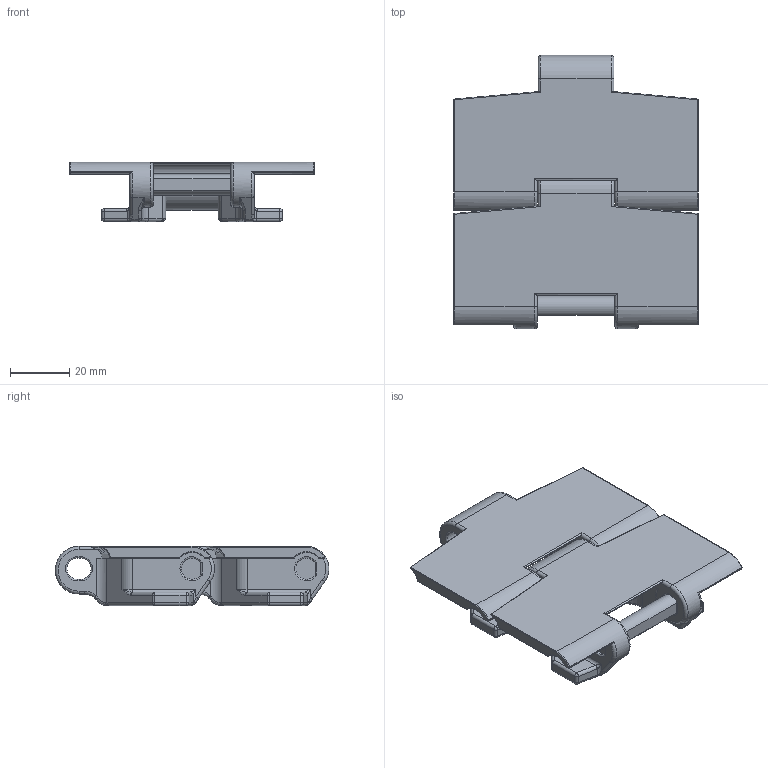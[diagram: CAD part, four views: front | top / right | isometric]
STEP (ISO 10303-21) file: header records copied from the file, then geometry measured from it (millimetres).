
FILE_DESCRIPTION(/* description */ ('Art.Nr. 11377LFW'),/* implementation_level */ '2;1');
FILE_NAME(/* name */ '290727-5.step',/* time_stamp */ '2021-09-06T08:49:56+02:00',/* author */ ('MuellerJ'),/* organization */ (''),/* preprocessor_version */ 'ST-DEVELOPER v18.1',/* originating_system */ 'Autodesk Inventor 2021',/* authorisation */ '');
FILE_SCHEMA (('AUTOMOTIVE_DESIGN { 1 0 10303 214 3 1 1 }'));
Length unit declared in the file: millimetre
Products named in the file (1): leer
Bounding box: 82.5 x 92.3 x 20 mm (x, y, z)
Volume: 45664.8 mm3; surface area: 24449.6 mm2
Topology: 1 solids, 1 shells, 801 faces, 2026 edges, 1252 vertices
Faces by surface type: plane 350, cylinder 187, bspline 164, torus 72, sphere 28
Entity records: 28408 total; most frequent: CARTESIAN_POINT 9986, ORIENTED_EDGE 4028, DIRECTION 3494, EDGE_CURVE 2014, VERTEX_POINT 1252, LINE 1170, VECTOR 1170, AXIS2_PLACEMENT_3D 1162
